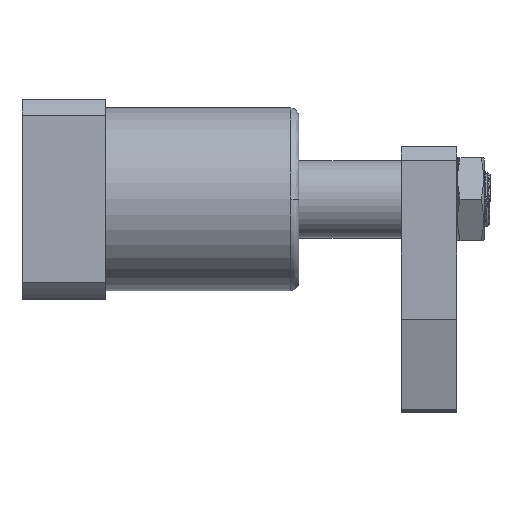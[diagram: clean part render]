
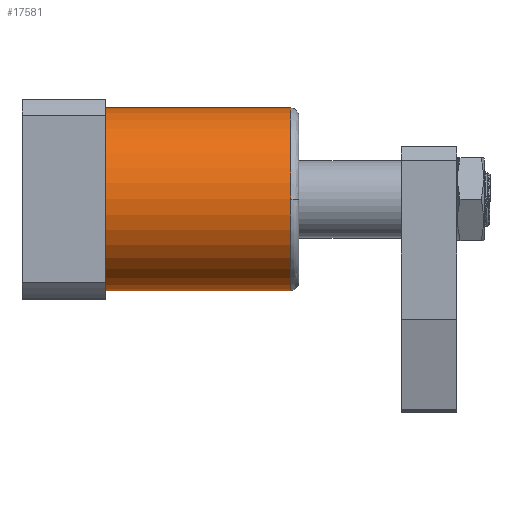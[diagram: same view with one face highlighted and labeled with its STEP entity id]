
A CAD part, top view. The second image highlights one B-rep face of the part: STEP entity #17581.
In plain terms, the highlighted cylindrical face has radius 33 mm (diameter 66 mm), a partial arc.
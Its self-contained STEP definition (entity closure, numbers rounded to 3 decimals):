
#1187 = CIRCLE ( 'NONE', #7424, 33. ) ;
#1304 = EDGE_CURVE ( 'NONE', #31087, #11406, #39115, .T. ) ;
#1369 = DIRECTION ( 'NONE',  ( 0., 1., 0. ) ) ;
#1463 = CARTESIAN_POINT ( 'NONE',  ( 30., 0., 0. ) ) ;
#2656 = CARTESIAN_POINT ( 'NONE',  ( 97., 0., 33. ) ) ;
#4348 = ORIENTED_EDGE ( 'NONE', *, *, #4537, .T. ) ;
#4537 = EDGE_CURVE ( 'NONE', #42013, #29144, #33588, .T. ) ;
#7424 = AXIS2_PLACEMENT_3D ( 'NONE', #9036, #33676, #1369 ) ;
#7614 = DIRECTION ( 'NONE',  ( 0., 0., -1. ) ) ;
#9036 = CARTESIAN_POINT ( 'NONE',  ( 30., 0., 0. ) ) ;
#9057 = AXIS2_PLACEMENT_3D ( 'NONE', #38369, #32389, #7614 ) ;
#9421 = EDGE_LOOP ( 'NONE', ( #20976, #4348, #26528, #45291, #40828 ) ) ;
#11370 = FACE_OUTER_BOUND ( 'NONE', #9421, .T. ) ;
#11406 = VERTEX_POINT ( 'NONE', #2656 ) ;
#12003 = CARTESIAN_POINT ( 'NONE',  ( 97., 0., 0. ) ) ;
#13213 = EDGE_CURVE ( 'NONE', #11406, #29144, #15888, .T. ) ;
#14321 = CARTESIAN_POINT ( 'NONE',  ( 30., -33., 0. ) ) ;
#15888 = CIRCLE ( 'NONE', #21536, 33. ) ;
#17581 = ADVANCED_FACE ( 'NONE', ( #11370 ), #29534, .T. ) ;
#17646 = CARTESIAN_POINT ( 'NONE',  ( 30., 33., 0. ) ) ;
#20289 = CARTESIAN_POINT ( 'NONE',  ( 97., -33., 0. ) ) ;
#20554 = VECTOR ( 'NONE', #38898, 1000. ) ;
#20976 = ORIENTED_EDGE ( 'NONE', *, *, #35795, .F. ) ;
#21536 = AXIS2_PLACEMENT_3D ( 'NONE', #12003, #36894, #26504 ) ;
#22184 = DIRECTION ( 'NONE',  ( 1., 0., 0. ) ) ;
#22718 = LINE ( 'NONE', #31548, #20554 ) ;
#24272 = VECTOR ( 'NONE', #42908, 1000. ) ;
#26501 = DIRECTION ( 'NONE',  ( 0., 1., 0. ) ) ;
#26504 = DIRECTION ( 'NONE',  ( 0., 0., -1. ) ) ;
#26528 = ORIENTED_EDGE ( 'NONE', *, *, #13213, .F. ) ;
#29144 = VERTEX_POINT ( 'NONE', #20289 ) ;
#29534 = CYLINDRICAL_SURFACE ( 'NONE', #35388, 33. ) ;
#29827 = VERTEX_POINT ( 'NONE', #17646 ) ;
#31087 = VERTEX_POINT ( 'NONE', #35311 ) ;
#31548 = CARTESIAN_POINT ( 'NONE',  ( 30., 33., 0. ) ) ;
#32318 = EDGE_CURVE ( 'NONE', #29827, #31087, #22718, .T. ) ;
#32389 = DIRECTION ( 'NONE',  ( 1., 0., 0. ) ) ;
#33588 = LINE ( 'NONE', #14321, #24272 ) ;
#33676 = DIRECTION ( 'NONE',  ( -1., 0., 0. ) ) ;
#35311 = CARTESIAN_POINT ( 'NONE',  ( 97., 33., 0. ) ) ;
#35388 = AXIS2_PLACEMENT_3D ( 'NONE', #1463, #22184, #26501 ) ;
#35795 = EDGE_CURVE ( 'NONE', #42013, #29827, #1187, .T. ) ;
#36857 = CARTESIAN_POINT ( 'NONE',  ( 30., -33., 0. ) ) ;
#36894 = DIRECTION ( 'NONE',  ( 1., 0., 0. ) ) ;
#38369 = CARTESIAN_POINT ( 'NONE',  ( 97., 0., 0. ) ) ;
#38898 = DIRECTION ( 'NONE',  ( 1., 0., 0. ) ) ;
#39115 = CIRCLE ( 'NONE', #9057, 33. ) ;
#40828 = ORIENTED_EDGE ( 'NONE', *, *, #32318, .F. ) ;
#42013 = VERTEX_POINT ( 'NONE', #36857 ) ;
#42908 = DIRECTION ( 'NONE',  ( 1., 0., 0. ) ) ;
#45291 = ORIENTED_EDGE ( 'NONE', *, *, #1304, .F. ) ;
